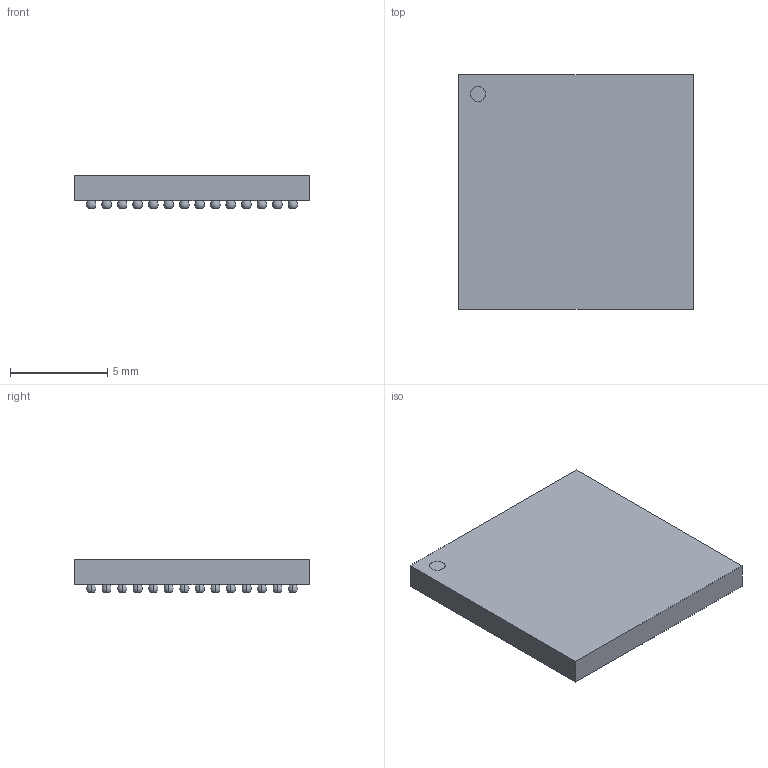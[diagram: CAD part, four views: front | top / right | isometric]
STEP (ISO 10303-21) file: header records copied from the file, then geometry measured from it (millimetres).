
FILE_DESCRIPTION((''),'2;1');
FILE_NAME('BGA136C80P14X14_1200X1200X170.stp','2011-04-28T12:39:36',(''),(''),'Mechanical Desktop 2011','Mechanical Desktop 2011',', , ');
FILE_SCHEMA(('AUTOMOTIVE_DESIGN { 1 2 10303 214 1 1 1 1 }'));
Length unit declared in the file: millimetre
Products named in the file (1): Product
Bounding box: 12.1 x 12.1 x 1.7 mm (x, y, z)
Volume: 198.7 mm3; surface area: 461.9 mm2
Topology: 138 solids, 138 shells, 557 faces, 1112 edges, 832 vertices
Faces by surface type: plane 281, sphere 272, cylinder 4
Entity records: 15480 total; most frequent: DIRECTION 3324, CARTESIAN_POINT 2502, ORIENTED_EDGE 2224, AXIS2_PLACEMENT_3D 1654, EDGE_CURVE 1112, CIRCLE 1096, VERTEX_POINT 832, EDGE_LOOP 558
